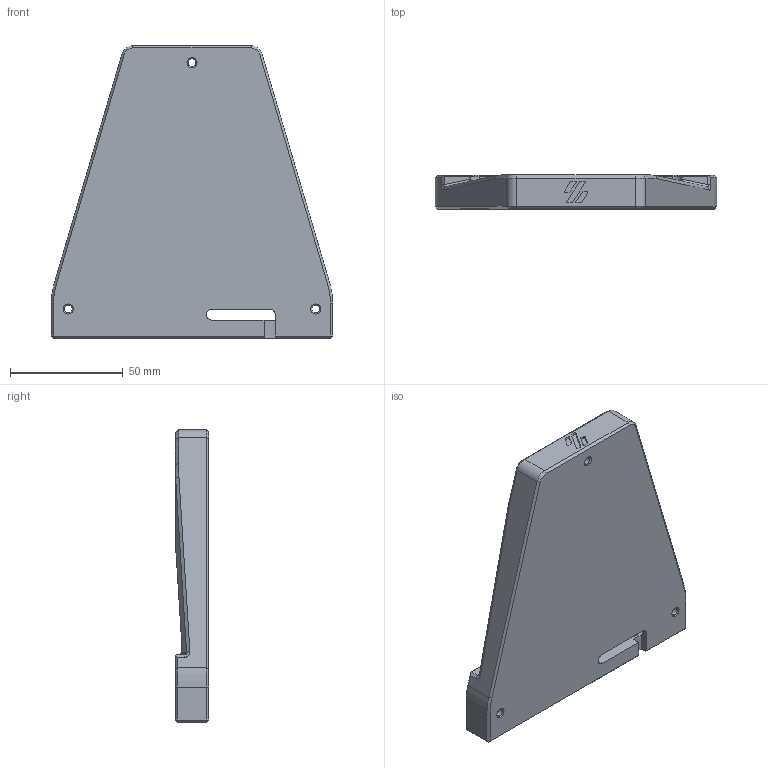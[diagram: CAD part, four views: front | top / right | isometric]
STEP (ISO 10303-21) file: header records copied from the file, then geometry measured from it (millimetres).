
FILE_DESCRIPTION (( 'STEP AP203' ), '1' );
FILE_NAME ('Bed_Support.STEP', '2023-04-26T11:28:42', ( '' ), ( '' ), 'SwSTEP 2.0', 'SolidWorks 2018', '' );
FILE_SCHEMA (( 'CONFIG_CONTROL_DESIGN' ));
Length unit declared in the file: millimetre
Products named in the file (1): Bed_Support
Bounding box: 125 x 15 x 130 mm (x, y, z)
Volume: 89618.9 mm3; surface area: 38625.3 mm2
Topology: 1 solids, 1 shells, 201 faces, 493 edges, 298 vertices
Faces by surface type: plane 94, cylinder 52, cone 47, bspline 8
Entity records: 6290 total; most frequent: CARTESIAN_POINT 1480, ORIENTED_EDGE 986, DIRECTION 982, EDGE_CURVE 493, AXIS2_PLACEMENT_3D 337, VECTOR 308, LINE 308, VERTEX_POINT 298
